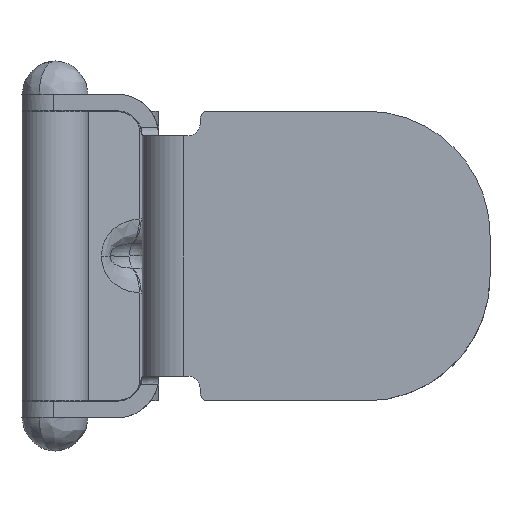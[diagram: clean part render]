
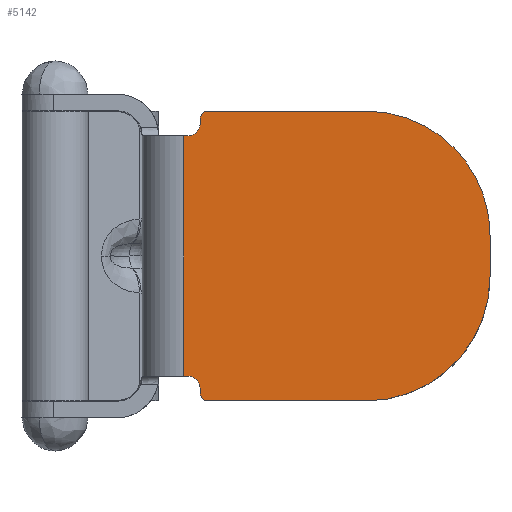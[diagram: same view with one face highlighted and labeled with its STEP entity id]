
A CAD part, front view. The second image highlights one B-rep face of the part: STEP entity #5142.
In plain terms, the highlighted free-form (B-spline) face has degree [1, 1] with [2, 2] control points.
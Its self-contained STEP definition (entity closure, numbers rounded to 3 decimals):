
#3980 = VERTEX_POINT('',#3981);
#3981 = CARTESIAN_POINT('',(7.406,-24.688,
    35.791));
#3995 = VERTEX_POINT('',#3996);
#3996 = CARTESIAN_POINT('',(7.406,-24.688,
    -35.791));
#4002 = EDGE_CURVE('',#3995,#3980,#4003,.T.);
#4003 = B_SPLINE_CURVE_WITH_KNOTS('',1,(#4004,#4005),.UNSPECIFIED.,.F.,
  .F.,(2,2),(-28.995,28.995),.PIECEWISE_BEZIER_KNOTS.);
#4004 = CARTESIAN_POINT('',(7.406,-24.688,
    -35.791));
#4005 = CARTESIAN_POINT('',(7.406,-24.688,
    35.791));
#4476 = VERTEX_POINT('',#4477);
#4477 = CARTESIAN_POINT('',(8.641,-24.688,
    -35.791));
#4482 = EDGE_CURVE('',#4483,#4476,#4485,.T.);
#4483 = VERTEX_POINT('',#4484);
#4484 = CARTESIAN_POINT('',(12.35,-24.688,
    -39.5));
#4485 = ( BOUNDED_CURVE() B_SPLINE_CURVE(2,(#4486,#4487,#4488),
.UNSPECIFIED.,.F.,.F.) B_SPLINE_CURVE_WITH_KNOTS((3,3),(1.571,
3.142),.PIECEWISE_BEZIER_KNOTS.) CURVE() 
GEOMETRIC_REPRESENTATION_ITEM() RATIONAL_B_SPLINE_CURVE((1.,
0.707,1.)) REPRESENTATION_ITEM('') );
#4486 = CARTESIAN_POINT('',(12.35,-24.688,
    -39.5));
#4487 = CARTESIAN_POINT('',(12.35,-24.688,
    -35.791));
#4488 = CARTESIAN_POINT('',(8.641,-24.688,
    -35.791));
#4516 = VERTEX_POINT('',#4517);
#4517 = CARTESIAN_POINT('',(12.35,-24.688,
    39.5));
#4522 = EDGE_CURVE('',#4523,#4516,#4525,.T.);
#4523 = VERTEX_POINT('',#4524);
#4524 = CARTESIAN_POINT('',(8.641,-24.688,
    35.791));
#4525 = ( BOUNDED_CURVE() B_SPLINE_CURVE(2,(#4526,#4527,#4528),
.UNSPECIFIED.,.F.,.F.) B_SPLINE_CURVE_WITH_KNOTS((3,3),(0.,
1.571),.PIECEWISE_BEZIER_KNOTS.) CURVE() 
GEOMETRIC_REPRESENTATION_ITEM() RATIONAL_B_SPLINE_CURVE((1.,
0.707,1.)) REPRESENTATION_ITEM('') );
#4526 = CARTESIAN_POINT('',(8.641,-24.688,
    35.791));
#4527 = CARTESIAN_POINT('',(12.35,-24.688,
    35.791));
#4528 = CARTESIAN_POINT('',(12.35,-24.688,
    39.5));
#4561 = EDGE_CURVE('',#3980,#4523,#4562,.T.);
#4562 = B_SPLINE_CURVE_WITH_KNOTS('',1,(#4563,#4564),.UNSPECIFIED.,.F.,
  .F.,(2,2),(39.5,40.5),.PIECEWISE_BEZIER_KNOTS.);
#4563 = CARTESIAN_POINT('',(7.406,-24.688,
    35.791));
#4564 = CARTESIAN_POINT('',(8.641,-24.688,
    35.791));
#4723 = EDGE_CURVE('',#4724,#4516,#4726,.T.);
#4724 = VERTEX_POINT('',#4725);
#4725 = CARTESIAN_POINT('',(12.35,-24.688,
    40.735));
#4726 = B_SPLINE_CURVE_WITH_KNOTS('',1,(#4727,#4728),.UNSPECIFIED.,.F.,
  .F.,(2,2),(-37.744,-36.744),.PIECEWISE_BEZIER_KNOTS.);
#4727 = CARTESIAN_POINT('',(12.35,-24.688,
    40.735));
#4728 = CARTESIAN_POINT('',(12.35,-24.688,
    39.5));
#4743 = EDGE_CURVE('',#4724,#4744,#4746,.T.);
#4744 = VERTEX_POINT('',#4745);
#4745 = CARTESIAN_POINT('',(14.819,-24.688,
    43.203));
#4746 = ( BOUNDED_CURVE() B_SPLINE_CURVE(2,(#4747,#4748,#4749),
.UNSPECIFIED.,.F.,.F.) B_SPLINE_CURVE_WITH_KNOTS((3,3),(4.712,
6.283),.PIECEWISE_BEZIER_KNOTS.) CURVE() 
GEOMETRIC_REPRESENTATION_ITEM() RATIONAL_B_SPLINE_CURVE((1.,
0.707,1.)) REPRESENTATION_ITEM('') );
#4747 = CARTESIAN_POINT('',(12.35,-24.688,
    40.735));
#4748 = CARTESIAN_POINT('',(12.35,-24.688,
    43.203));
#4749 = CARTESIAN_POINT('',(14.819,-24.688,
    43.203));
#4855 = EDGE_CURVE('',#3995,#4476,#4856,.T.);
#4856 = B_SPLINE_CURVE_WITH_KNOTS('',1,(#4857,#4858),.UNSPECIFIED.,.F.,
  .F.,(2,2),(39.5,40.5),.PIECEWISE_BEZIER_KNOTS.);
#4857 = CARTESIAN_POINT('',(7.406,-24.688,
    -35.791));
#4858 = CARTESIAN_POINT('',(8.641,-24.688,
    -35.791));
#4970 = EDGE_CURVE('',#4483,#4971,#4973,.T.);
#4971 = VERTEX_POINT('',#4972);
#4972 = CARTESIAN_POINT('',(12.35,-24.688,
    -40.735));
#4973 = B_SPLINE_CURVE_WITH_KNOTS('',1,(#4974,#4975),.UNSPECIFIED.,.F.,
  .F.,(2,2),(27.256,28.256),.PIECEWISE_BEZIER_KNOTS.);
#4974 = CARTESIAN_POINT('',(12.35,-24.688,
    -39.5));
#4975 = CARTESIAN_POINT('',(12.35,-24.688,
    -40.735));
#4998 = EDGE_CURVE('',#4971,#4999,#5001,.T.);
#4999 = VERTEX_POINT('',#5000);
#5000 = CARTESIAN_POINT('',(14.819,-24.688,
    -43.203));
#5001 = ( BOUNDED_CURVE() B_SPLINE_CURVE(2,(#5002,#5003,#5004),
.UNSPECIFIED.,.F.,.F.) B_SPLINE_CURVE_WITH_KNOTS((3,3),(4.712,
6.283),.PIECEWISE_BEZIER_KNOTS.) CURVE() 
GEOMETRIC_REPRESENTATION_ITEM() RATIONAL_B_SPLINE_CURVE((1.,
0.707,1.)) REPRESENTATION_ITEM('') );
#5002 = CARTESIAN_POINT('',(12.35,-24.688,
    -40.735));
#5003 = CARTESIAN_POINT('',(12.35,-24.688,
    -43.203));
#5004 = CARTESIAN_POINT('',(14.819,-24.688,
    -43.203));
#5038 = EDGE_CURVE('',#4744,#5039,#5041,.T.);
#5039 = VERTEX_POINT('',#5040);
#5040 = CARTESIAN_POINT('',(61.719,-24.688,
    43.203));
#5041 = B_SPLINE_CURVE_WITH_KNOTS('',1,(#5042,#5043),.UNSPECIFIED.,.F.,
  .F.,(2,2),(-18.998,18.998),.PIECEWISE_BEZIER_KNOTS.);
#5042 = CARTESIAN_POINT('',(14.819,-24.688,
    43.203));
#5043 = CARTESIAN_POINT('',(61.719,-24.688,
    43.203));
#5058 = EDGE_CURVE('',#5039,#5059,#5061,.T.);
#5059 = VERTEX_POINT('',#5060);
#5060 = CARTESIAN_POINT('',(98.751,-24.688,
    6.172));
#5061 = ( BOUNDED_CURVE() B_SPLINE_CURVE(2,(#5062,#5063,#5064),
.UNSPECIFIED.,.F.,.F.) B_SPLINE_CURVE_WITH_KNOTS((3,3),(0.,
1.571),.PIECEWISE_BEZIER_KNOTS.) CURVE() 
GEOMETRIC_REPRESENTATION_ITEM() RATIONAL_B_SPLINE_CURVE((1.,
0.707,1.)) REPRESENTATION_ITEM('') );
#5062 = CARTESIAN_POINT('',(61.719,-24.688,
    43.203));
#5063 = CARTESIAN_POINT('',(98.751,-24.688,
    43.203));
#5064 = CARTESIAN_POINT('',(98.751,-24.688,
    6.172));
#5091 = VERTEX_POINT('',#5092);
#5092 = CARTESIAN_POINT('',(61.719,-24.688,
    -43.203));
#5099 = EDGE_CURVE('',#4999,#5091,#5100,.T.);
#5100 = B_SPLINE_CURVE_WITH_KNOTS('',1,(#5101,#5102),.UNSPECIFIED.,.F.,
  .F.,(2,2),(-18.998,18.998),.PIECEWISE_BEZIER_KNOTS.);
#5101 = CARTESIAN_POINT('',(14.819,-24.688,
    -43.203));
#5102 = CARTESIAN_POINT('',(61.719,-24.688,
    -43.203));
#5119 = VERTEX_POINT('',#5120);
#5120 = CARTESIAN_POINT('',(98.751,-24.688,
    -6.172));
#5133 = EDGE_CURVE('',#5119,#5059,#5134,.T.);
#5134 = B_SPLINE_CURVE_WITH_KNOTS('',1,(#5135,#5136),.UNSPECIFIED.,.F.,
  .F.,(2,2),(-5.,5.),.PIECEWISE_BEZIER_KNOTS.);
#5135 = CARTESIAN_POINT('',(98.751,-24.688,
    -6.172));
#5136 = CARTESIAN_POINT('',(98.751,-24.688,
    6.172));
#5142 = ADVANCED_FACE('',(#5143),#5170,.T.);
#5143 = FACE_BOUND('',#5144,.T.);
#5144 = EDGE_LOOP('',(#5145,#5146,#5147,#5148,#5149,#5150,#5151,#5152,
    #5153,#5154,#5155,#5156,#5157,#5158));
#5145 = ORIENTED_EDGE('',*,*,#5133,.T.);
#5146 = ORIENTED_EDGE('',*,*,#5058,.F.);
#5147 = ORIENTED_EDGE('',*,*,#5038,.F.);
#5148 = ORIENTED_EDGE('',*,*,#4743,.F.);
#5149 = ORIENTED_EDGE('',*,*,#4723,.T.);
#5150 = ORIENTED_EDGE('',*,*,#4522,.F.);
#5151 = ORIENTED_EDGE('',*,*,#4561,.F.);
#5152 = ORIENTED_EDGE('',*,*,#4002,.F.);
#5153 = ORIENTED_EDGE('',*,*,#4855,.T.);
#5154 = ORIENTED_EDGE('',*,*,#4482,.F.);
#5155 = ORIENTED_EDGE('',*,*,#4970,.T.);
#5156 = ORIENTED_EDGE('',*,*,#4998,.T.);
#5157 = ORIENTED_EDGE('',*,*,#5099,.T.);
#5158 = ORIENTED_EDGE('',*,*,#5159,.T.);
#5159 = EDGE_CURVE('',#5091,#5119,#5160,.T.);
#5160 = B_SPLINE_CURVE_WITH_KNOTS('',5,(#5161,#5162,#5163,#5164,#5165,
    #5166,#5167,#5168,#5169),.UNSPECIFIED.,.F.,.F.,(6,3,6),(
    141.372,164.934,188.496),.UNSPECIFIED.);
#5161 = CARTESIAN_POINT('',(61.719,-24.688,
    -43.203));
#5162 = CARTESIAN_POINT('',(67.536,-24.688,
    -43.203));
#5163 = CARTESIAN_POINT('',(73.353,-24.688,
    -42.061));
#5164 = CARTESIAN_POINT('',(78.87,-24.688,
    -39.776));
#5165 = CARTESIAN_POINT('',(88.712,-24.688,
    -33.165));
#5166 = CARTESIAN_POINT('',(95.323,-24.688,
    -23.323));
#5167 = CARTESIAN_POINT('',(97.609,-24.688,
    -17.806));
#5168 = CARTESIAN_POINT('',(98.751,-24.688,
    -11.989));
#5169 = CARTESIAN_POINT('',(98.751,-24.688,
    -6.172));
#5170 = B_SPLINE_SURFACE_WITH_KNOTS('',1,1,(
    (#5171,#5172)
    ,(#5173,#5174
    )),.UNSPECIFIED.,.F.,.F.,.F.,(2,2),(2,2),(0.,74.),(-35.,35.),
  .PIECEWISE_BEZIER_KNOTS.);
#5171 = CARTESIAN_POINT('',(7.406,-24.688,
    -43.203));
#5172 = CARTESIAN_POINT('',(7.406,-24.688,
    43.203));
#5173 = CARTESIAN_POINT('',(98.751,-24.688,
    -43.203));
#5174 = CARTESIAN_POINT('',(98.751,-24.688,
    43.203));
